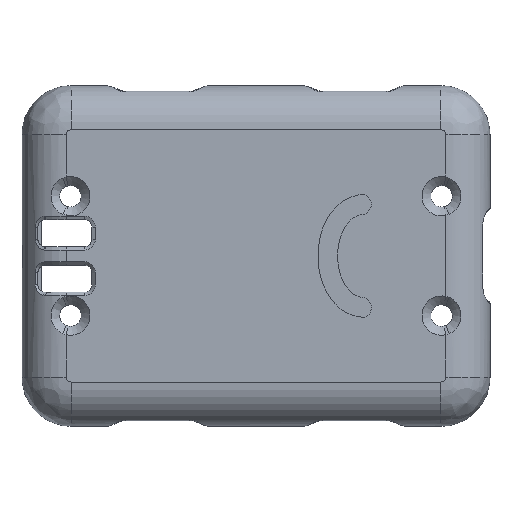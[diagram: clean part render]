
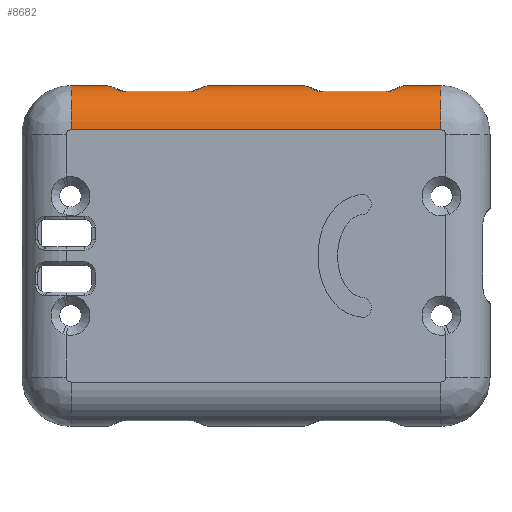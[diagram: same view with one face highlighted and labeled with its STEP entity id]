
A CAD part, top view. The second image highlights one B-rep face of the part: STEP entity #8682.
In plain terms, the highlighted cylindrical face has radius 4.5 mm (diameter 9 mm), a partial arc.
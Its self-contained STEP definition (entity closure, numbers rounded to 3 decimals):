
#593=CIRCLE('',#9380,4.5);
#594=CIRCLE('',#9381,4.5);
#714=CYLINDRICAL_SURFACE('',#9379,4.5);
#1046=FACE_OUTER_BOUND('',#1520,.T.);
#1520=EDGE_LOOP('',(#7318,#7319,#7320,#7321,#7322,#7323,#7324,#7325,#7326,
#7327,#7328,#7329,#7330,#7331,#7332,#7333));
#2055=LINE('',#13650,#2883);
#2166=LINE('',#14360,#2994);
#2169=LINE('',#14370,#2997);
#2223=LINE('',#15960,#3051);
#2226=LINE('',#16070,#3054);
#2299=LINE('',#16807,#3127);
#2883=VECTOR('',#10413,10.);
#2994=VECTOR('',#10714,10.);
#2997=VECTOR('',#10723,10.);
#3051=VECTOR('',#10981,10.);
#3054=VECTOR('',#11002,10.);
#3127=VECTOR('',#11211,10.);
#3455=B_SPLINE_CURVE_WITH_KNOTS('',3,(#15913,#15914,#15915,#15916),
 .UNSPECIFIED.,.F.,.F.,(4,4),(-0.21,0.),
 .UNSPECIFIED.);
#3457=B_SPLINE_CURVE_WITH_KNOTS('',3,(#15948,#15949,#15950,#15951),
 .UNSPECIFIED.,.F.,.F.,(4,4),(-0.1,0.),.UNSPECIFIED.);
#3459=B_SPLINE_CURVE_WITH_KNOTS('',3,(#15988,#15989,#15990,#15991),
 .UNSPECIFIED.,.F.,.F.,(4,4),(-0.1,0.),.UNSPECIFIED.);
#3461=B_SPLINE_CURVE_WITH_KNOTS('',3,(#16023,#16024,#16025,#16026),
 .UNSPECIFIED.,.F.,.F.,(4,4),(-0.21,0.),.UNSPECIFIED.);
#3462=B_SPLINE_CURVE_WITH_KNOTS('',3,(#16057,#16058,#16059,#16060),
 .UNSPECIFIED.,.F.,.F.,(4,4),(-0.1,0.),.UNSPECIFIED.);
#3464=B_SPLINE_CURVE_WITH_KNOTS('',3,(#16099,#16100,#16101,#16102),
 .UNSPECIFIED.,.F.,.F.,(4,4),(-0.1,0.),
 .UNSPECIFIED.);
#3470=B_SPLINE_CURVE_WITH_KNOTS('',3,(#16327,#16328,#16329,#16330),
 .UNSPECIFIED.,.F.,.F.,(4,4),(-0.21,0.),
 .UNSPECIFIED.);
#3478=B_SPLINE_CURVE_WITH_KNOTS('',3,(#16625,#16626,#16627,#16628),
 .UNSPECIFIED.,.F.,.F.,(4,4),(-0.21,0.),
 .UNSPECIFIED.);
#3917=VERTEX_POINT('',#13647);
#3918=VERTEX_POINT('',#13649);
#4038=VERTEX_POINT('',#14357);
#4039=VERTEX_POINT('',#14359);
#4041=VERTEX_POINT('',#14364);
#4043=VERTEX_POINT('',#14368);
#4129=VERTEX_POINT('',#15911);
#4131=VERTEX_POINT('',#15946);
#4133=VERTEX_POINT('',#15958);
#4134=VERTEX_POINT('',#15986);
#4136=VERTEX_POINT('',#16054);
#4137=VERTEX_POINT('',#16056);
#4139=VERTEX_POINT('',#16068);
#4141=VERTEX_POINT('',#16097);
#4184=VERTEX_POINT('',#16623);
#4218=VERTEX_POINT('',#16806);
#4885=EDGE_CURVE('',#3918,#3917,#2055,.T.);
#5059=EDGE_CURVE('',#4039,#4038,#2166,.T.);
#5064=EDGE_CURVE('',#4041,#4043,#2169,.T.);
#5210=EDGE_CURVE('',#4129,#4038,#3455,.T.);
#5213=EDGE_CURVE('',#4131,#4129,#3457,.T.);
#5216=EDGE_CURVE('',#4133,#4131,#2223,.T.);
#5219=EDGE_CURVE('',#4134,#4133,#3459,.T.);
#5223=EDGE_CURVE('',#4041,#4134,#3461,.T.);
#5226=EDGE_CURVE('',#4136,#4137,#3462,.T.);
#5230=EDGE_CURVE('',#4139,#4136,#2226,.T.);
#5233=EDGE_CURVE('',#4141,#4139,#3464,.T.);
#5251=EDGE_CURVE('',#4137,#4043,#3470,.T.);
#5301=EDGE_CURVE('',#4184,#4141,#3478,.T.);
#5355=EDGE_CURVE('',#4184,#4218,#2299,.T.);
#5356=EDGE_CURVE('',#4218,#3918,#593,.T.);
#5357=EDGE_CURVE('',#4039,#3917,#594,.T.);
#7318=ORIENTED_EDGE('',*,*,#5223,.F.);
#7319=ORIENTED_EDGE('',*,*,#5064,.T.);
#7320=ORIENTED_EDGE('',*,*,#5251,.F.);
#7321=ORIENTED_EDGE('',*,*,#5226,.F.);
#7322=ORIENTED_EDGE('',*,*,#5230,.F.);
#7323=ORIENTED_EDGE('',*,*,#5233,.F.);
#7324=ORIENTED_EDGE('',*,*,#5301,.F.);
#7325=ORIENTED_EDGE('',*,*,#5355,.T.);
#7326=ORIENTED_EDGE('',*,*,#5356,.T.);
#7327=ORIENTED_EDGE('',*,*,#4885,.T.);
#7328=ORIENTED_EDGE('',*,*,#5357,.F.);
#7329=ORIENTED_EDGE('',*,*,#5059,.T.);
#7330=ORIENTED_EDGE('',*,*,#5210,.F.);
#7331=ORIENTED_EDGE('',*,*,#5213,.F.);
#7332=ORIENTED_EDGE('',*,*,#5216,.F.);
#7333=ORIENTED_EDGE('',*,*,#5219,.F.);
#8682=ADVANCED_FACE('',(#1046),#714,.T.);
#9379=AXIS2_PLACEMENT_3D('',#16805,#11209,#11210);
#9380=AXIS2_PLACEMENT_3D('',#16808,#11212,#11213);
#9381=AXIS2_PLACEMENT_3D('',#16809,#11214,#11215);
#10413=DIRECTION('',(1.,0.,0.));
#10714=DIRECTION('',(-1.,0.,0.));
#10723=DIRECTION('',(-1.,0.,0.));
#10981=DIRECTION('',(1.,0.,0.));
#11002=DIRECTION('',(1.,0.,0.));
#11209=DIRECTION('center_axis',(1.,0.,0.));
#11210=DIRECTION('ref_axis',(0.,0.707,0.707));
#11211=DIRECTION('',(-1.,0.,0.));
#11212=DIRECTION('center_axis',(1.,0.,0.));
#11213=DIRECTION('ref_axis',(0.,1.,0.));
#11214=DIRECTION('center_axis',(1.,0.,0.));
#11215=DIRECTION('ref_axis',(0.,1.,0.));
#13647=CARTESIAN_POINT('',(28.85,21.344,6.75));
#13649=CARTESIAN_POINT('',(-8.8,21.344,6.75));
#13650=CARTESIAN_POINT('',(21.938,21.344,6.75));
#14357=CARTESIAN_POINT('',(25.314,25.844,2.25));
#14359=CARTESIAN_POINT('',(28.85,25.844,2.25));
#14360=CARTESIAN_POINT('',(21.938,25.844,2.25));
#14364=CARTESIAN_POINT('',(14.786,25.844,2.25));
#14368=CARTESIAN_POINT('',(5.264,25.844,2.25));
#14370=CARTESIAN_POINT('',(21.938,25.844,2.25));
#15911=CARTESIAN_POINT('',(24.19,25.416,4.167));
#15913=CARTESIAN_POINT('Ctrl Pts',(24.19,25.416,4.167));
#15914=CARTESIAN_POINT('Ctrl Pts',(24.647,25.669,3.628));
#15915=CARTESIAN_POINT('Ctrl Pts',(25.04,25.844,2.973));
#15916=CARTESIAN_POINT('Ctrl Pts',(25.314,25.844,2.25));
#15946=CARTESIAN_POINT('',(23.323,25.192,4.584));
#15948=CARTESIAN_POINT('Ctrl Pts',(23.323,25.192,4.584));
#15949=CARTESIAN_POINT('Ctrl Pts',(23.654,25.192,4.584));
#15950=CARTESIAN_POINT('Ctrl Pts',(23.974,25.296,4.422));
#15951=CARTESIAN_POINT('Ctrl Pts',(24.19,25.416,4.167));
#15958=CARTESIAN_POINT('',(16.777,25.192,4.584));
#15960=CARTESIAN_POINT('',(21.938,25.192,4.584));
#15986=CARTESIAN_POINT('',(15.91,25.416,4.167));
#15988=CARTESIAN_POINT('Ctrl Pts',(15.91,25.416,4.167));
#15989=CARTESIAN_POINT('Ctrl Pts',(16.126,25.296,4.422));
#15990=CARTESIAN_POINT('Ctrl Pts',(16.446,25.192,4.584));
#15991=CARTESIAN_POINT('Ctrl Pts',(16.777,25.192,4.584));
#16023=CARTESIAN_POINT('Ctrl Pts',(14.786,25.844,2.25));
#16024=CARTESIAN_POINT('Ctrl Pts',(15.06,25.844,2.973));
#16025=CARTESIAN_POINT('Ctrl Pts',(15.453,25.669,3.628));
#16026=CARTESIAN_POINT('Ctrl Pts',(15.91,25.416,4.167));
#16054=CARTESIAN_POINT('',(3.273,25.192,4.584));
#16056=CARTESIAN_POINT('',(4.14,25.416,4.167));
#16057=CARTESIAN_POINT('Ctrl Pts',(3.273,25.192,4.584));
#16058=CARTESIAN_POINT('Ctrl Pts',(3.604,25.192,4.584));
#16059=CARTESIAN_POINT('Ctrl Pts',(3.924,25.296,4.422));
#16060=CARTESIAN_POINT('Ctrl Pts',(4.14,25.416,4.167));
#16068=CARTESIAN_POINT('',(-3.273,25.192,4.584));
#16070=CARTESIAN_POINT('',(21.938,25.192,4.584));
#16097=CARTESIAN_POINT('',(-4.14,25.416,4.167));
#16099=CARTESIAN_POINT('Ctrl Pts',(-4.14,25.416,4.167));
#16100=CARTESIAN_POINT('Ctrl Pts',(-3.924,25.296,4.422));
#16101=CARTESIAN_POINT('Ctrl Pts',(-3.604,25.192,4.584));
#16102=CARTESIAN_POINT('Ctrl Pts',(-3.273,25.192,4.584));
#16327=CARTESIAN_POINT('Ctrl Pts',(4.14,25.416,4.167));
#16328=CARTESIAN_POINT('Ctrl Pts',(4.597,25.669,3.628));
#16329=CARTESIAN_POINT('Ctrl Pts',(4.99,25.844,2.973));
#16330=CARTESIAN_POINT('Ctrl Pts',(5.264,25.844,2.25));
#16623=CARTESIAN_POINT('',(-5.264,25.844,2.25));
#16625=CARTESIAN_POINT('Ctrl Pts',(-5.264,25.844,2.25));
#16626=CARTESIAN_POINT('Ctrl Pts',(-4.99,25.844,2.973));
#16627=CARTESIAN_POINT('Ctrl Pts',(-4.597,25.669,3.628));
#16628=CARTESIAN_POINT('Ctrl Pts',(-4.14,25.416,4.167));
#16805=CARTESIAN_POINT('Origin',(21.938,21.344,2.25));
#16806=CARTESIAN_POINT('',(-8.8,25.844,2.25));
#16807=CARTESIAN_POINT('',(21.938,25.844,2.25));
#16808=CARTESIAN_POINT('Origin',(-8.8,21.344,2.25));
#16809=CARTESIAN_POINT('Origin',(28.85,21.344,2.25));
